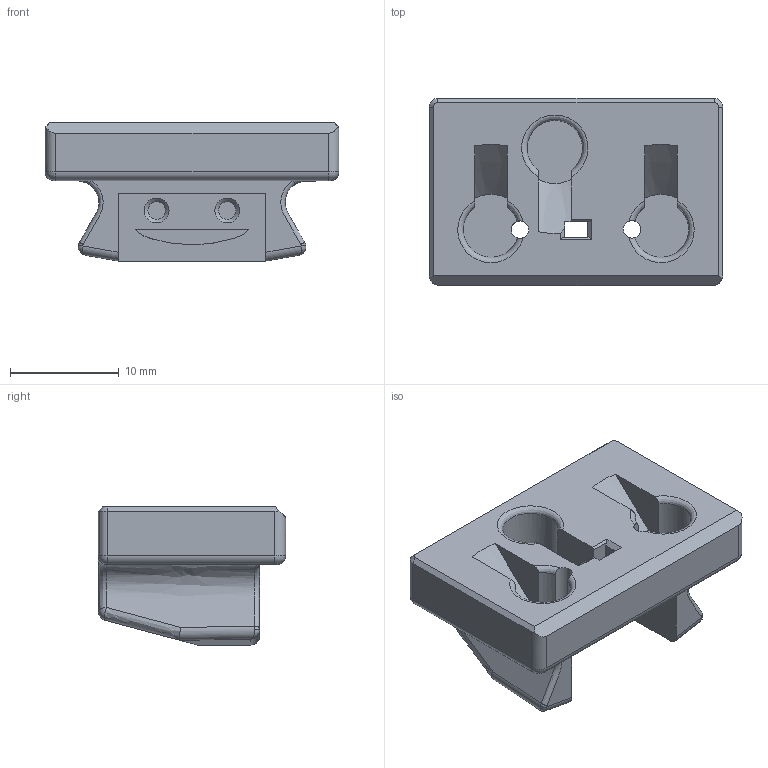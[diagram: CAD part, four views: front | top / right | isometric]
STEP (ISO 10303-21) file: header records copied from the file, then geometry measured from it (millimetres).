
FILE_DESCRIPTION(/* description */ ('STEP AP242','CAx-IF Rec.Pracs.---Representation and Presentation of Product Manufacturing Information (PMI)---4.0---2014-10-13','CAx-IF Rec.Pracs.---3D Tessellated Geometry---0.4---2014-09-14','2;1'),/* implementation_level */ '2;1');
FILE_NAME(/* name */ '65a1b81b9c9d4866636a80fe',/* time_stamp */ '2024-01-12T22:07:24Z',/* author */ (''),/* organization */ (''),/* preprocessor_version */ 'ST-DEVELOPER v19.4',/* originating_system */ ' ',/* authorisation */ ' ');
FILE_SCHEMA (('AP242_MANAGED_MODEL_BASED_3D_ENGINEERING_MIM_LF { 1 0 10303 442 1 1 4 }'));
Length unit declared in the file: metre
Products named in the file (1): Klicky_Probe
Bounding box: 27.03 x 17.23 x 12.7 mm (x, y, z)
Volume: 3105.3 mm3; surface area: 2318.1 mm2
Topology: 1 solids, 1 shells, 122 faces, 329 edges, 209 vertices
Faces by surface type: plane 55, cylinder 31, bspline 20, cone 8, torus 4, sphere 4
Full cylindrical faces by diameter (mm): 1.6 x4, 5.1 x1
Entity records: 5242 total; most frequent: CARTESIAN_POINT 2431, ORIENTED_EDGE 630, DIRECTION 490, EDGE_CURVE 315, VERTEX_POINT 206, AXIS2_PLACEMENT_3D 173, LINE 144, VECTOR 144
